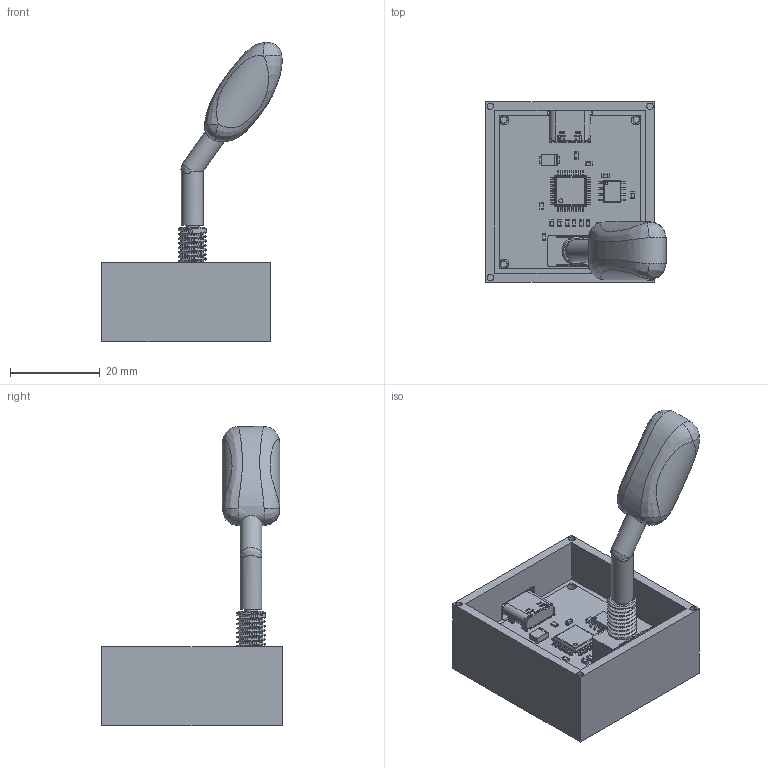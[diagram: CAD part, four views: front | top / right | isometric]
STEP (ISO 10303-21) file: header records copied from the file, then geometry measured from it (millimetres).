
FILE_DESCRIPTION(/* description */ ('KiCad electronic assembly'),/* implementation_level */ '2;1');
FILE_NAME(/* name */ 'turnsignals.step',/* time_stamp */ '2026-02-01T18:32:56+01:00',/* author */ (''),/* organization */ (''),/* preprocessor_version */ 'ST-DEVELOPER v20.1',/* originating_system */ 'Autodesk Translation Framework v14.10.0.0',/* authorisation */ '');
FILE_SCHEMA (('AUTOMOTIVE_DESIGN { 1 0 10303 214 3 1 1 }'));
Products named in the file (21): turnsignals 1; bottom_case; pcb 1; SMA6L5.0A_TR13; ASSEMBLY; MCP1726-3302E_SNVAO; ASSEMBLY_1; STM32F042K6T6; ASSEMBLY_2; TYPE-C_16PIN_2MD__073_; TYPE-C 16PIN 2MD -073; 1MS1T1B1M1QES; toggle_switch_1ms1t1b1m1qes; turnsignals_PCB; C_0603_1608Metric; C_0603_1608Metric_1; RCLAMP0502BATCT; ASSEMBLY_3; R_0603_1608Metric; R_0603_1608Metric_1; lever
Assembly tree (33 placements, depth 4):
  turnsignals 1
    bottom_case
    pcb 1
      R_0603_1608Metric  x7
        R_0603_1608Metric_1
      C_0603_1608Metric  x7
        C_0603_1608Metric_1
      SMA6L5.0A_TR13
        ASSEMBLY
      MCP1726-3302E_SNVAO
        ASSEMBLY_1
      STM32F042K6T6
        ASSEMBLY_2
      TYPE-C_16PIN_2MD__073_
        TYPE-C 16PIN 2MD -073
      1MS1T1B1M1QES
        toggle_switch_1ms1t1b1m1qes
      RCLAMP0502BATCT  x2
        ASSEMBLY_3
      turnsignals_PCB
    lever
Bounding box: 40.16 x 40.15 x 66.6 mm (x, y, z)
Volume: 14652.8 mm3; surface area: 13906.5 mm2
Topology: 102 solids, 102 shells, 2177 faces, 5503 edges, 3558 vertices
Faces by surface type: plane 1499, cylinder 582, cone 45, bspline 36, torus 10, sphere 5
Full cylindrical faces by diameter (mm): 0.1 x2, 0.487 x1, 0.5 x2, 0.65 x2, 0.875 x1, 1.45 x8, 2.1 x4, 2.92 x1, 4.85 x3
Entity records: 61360 total; most frequent: CARTESIAN_POINT 17231, ORIENTED_EDGE 8996, DIRECTION 8833, EDGE_CURVE 4498, LINE 3479, VECTOR 3479, VERTEX_POINT 2914, AXIS2_PLACEMENT_3D 2677
